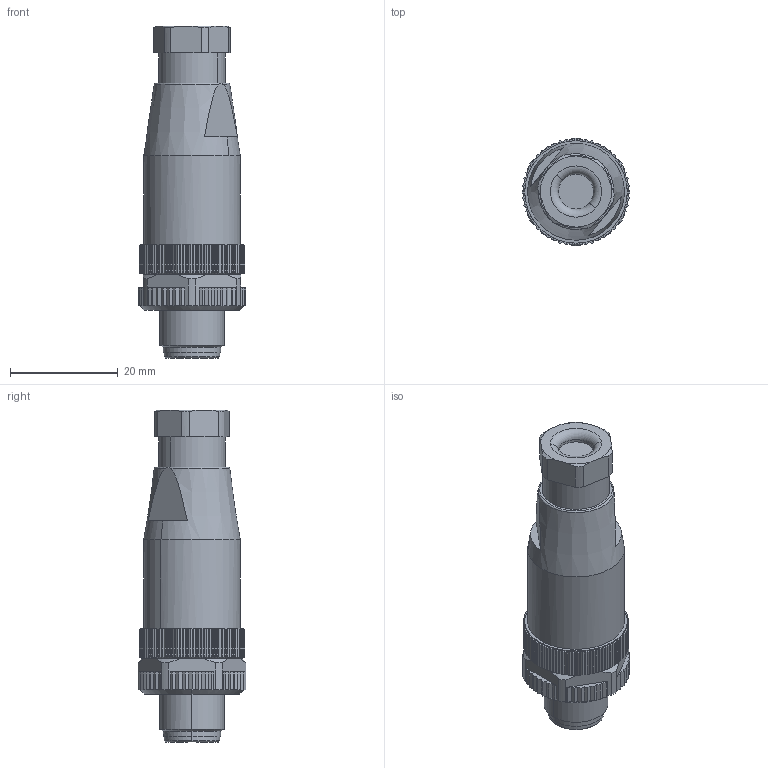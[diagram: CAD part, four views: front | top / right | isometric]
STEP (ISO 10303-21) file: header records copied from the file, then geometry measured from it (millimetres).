
FILE_DESCRIPTION(('CATIA V5 STEP Exchange','CAx-IF Rec.Pracs.--- Model Styling and Organization---1.4--- 2014-01-23'),'2;1');
FILE_NAME ('026505-3_2', '2023-03-20T07:53:34+00:00', ('none'), ('Weidmueller'), 'CATIA Version 5-6 Release 2016 SP3 HF44', 'CATIA V5 STEP AP214', 'none');
FILE_SCHEMA(('AUTOMOTIVE_DESIGN { 1 0 10303 214 1 1 1 1 }'));
Length unit declared in the file: millimetre
Products named in the file (1): 1921060000
Bounding box: 20 x 19.99 x 61.58 mm (x, y, z)
Volume: 12117.2 mm3; surface area: 4569.9 mm2
Topology: 5 solids, 5 shells, 590 faces, 1690 edges, 1109 vertices
Faces by surface type: plane 378, cylinder 162, cone 30, sphere 16, torus 4
Entity records: 19402 total; most frequent: CARTESIAN_POINT 4797, ORIENTED_EDGE 3348, DIRECTION 2476, EDGE_CURVE 1674, VERTEX_POINT 1109, AXIS2_PLACEMENT_3D 981, VECTOR 920, LINE 920
